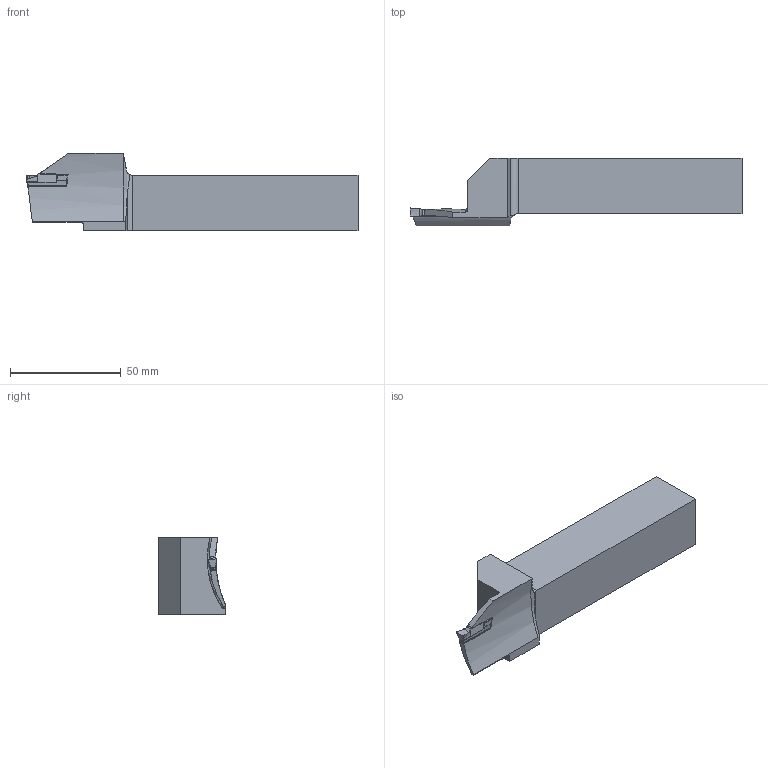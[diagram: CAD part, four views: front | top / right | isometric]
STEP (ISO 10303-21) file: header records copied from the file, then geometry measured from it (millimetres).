
FILE_DESCRIPTION(/* description */ (''),/* implementation_level */ '2;1');
FILE_NAME(/* name */ 'AAKT-IG-L-2525-72-110-4-T25.stp',/* time_stamp */ '2023-10-14T21:46:30+03:00',/* author */ (''),/* organization */ (''),/* preprocessor_version */ 'ST-DEVELOPER v19.4',/* originating_system */ 'SIEMENS PLM Software NX2306.3001',/* authorisation */ '');
FILE_SCHEMA (('AUTOMOTIVE_DESIGN { 1 0 10303 214 3 1 1 1 }'));
Length unit declared in the file: millimetre
Products named in the file (1): AAKT-IG-R-2525-72-110-4-T25_x_t_objects
Bounding box: 149.97 x 30.5 x 35 mm (x, y, z)
Volume: 83842.6 mm3; surface area: 16102.6 mm2
Topology: 2 solids, 2 shells, 138 faces, 402 edges, 268 vertices
Faces by surface type: bspline 80, plane 35, cylinder 22, torus 1
Entity records: 13648 total; most frequent: CARTESIAN_POINT 10746, ORIENTED_EDGE 804, EDGE_CURVE 402, B_SPLINE_CURVE_WITH_KNOTS 287, VERTEX_POINT 268, DIRECTION 255, ADVANCED_FACE 138, FACE_OUTER_BOUND 138
